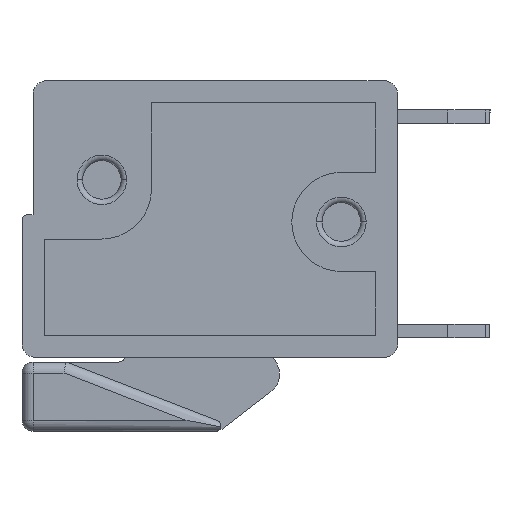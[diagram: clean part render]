
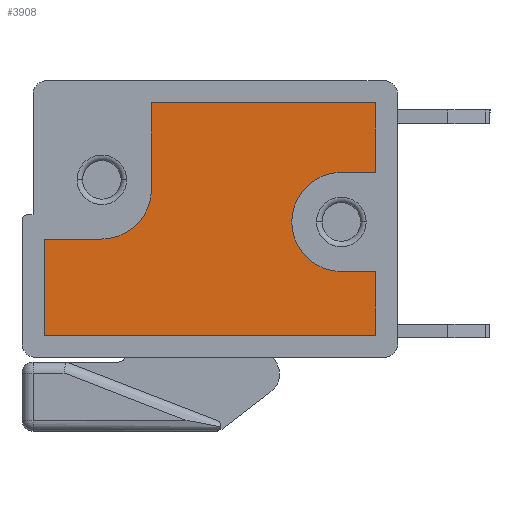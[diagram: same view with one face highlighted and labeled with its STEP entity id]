
A CAD part, left-side view. The second image highlights one B-rep face of the part: STEP entity #3908.
In plain terms, the highlighted face is planar.
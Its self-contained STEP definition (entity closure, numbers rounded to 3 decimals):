
#94 = AXIS2_PLACEMENT_3D ( 'NONE', #7781, #7700, #7674 ) ;
#140 = DIRECTION ( 'NONE',  ( 0., 1., 0. ) ) ;
#196 = CARTESIAN_POINT ( 'NONE',  ( -2.125, -4.225, -5.02 ) ) ;
#222 = VERTEX_POINT ( 'NONE', #6470 ) ;
#261 = CARTESIAN_POINT ( 'NONE',  ( 2.975, 0.105, -5.02 ) ) ;
#338 = EDGE_CURVE ( 'NONE', #3308, #5911, #611, .T. ) ;
#432 = EDGE_CURVE ( 'NONE', #7635, #4731, #7203, .T. ) ;
#581 = CIRCLE ( 'NONE', #1249, 1.8 ) ;
#607 = VECTOR ( 'NONE', #7732, 1000. ) ;
#611 = LINE ( 'NONE', #7708, #607 ) ;
#632 = CARTESIAN_POINT ( 'NONE',  ( 6.025, 1.905, -5.02 ) ) ;
#752 = EDGE_CURVE ( 'NONE', #4893, #1075, #5479, .T. ) ;
#1048 = LINE ( 'NONE', #1094, #4559 ) ;
#1075 = VERTEX_POINT ( 'NONE', #2323 ) ;
#1094 = CARTESIAN_POINT ( 'NONE',  ( 4.775, -1.695, -5.02 ) ) ;
#1249 = AXIS2_PLACEMENT_3D ( 'NONE', #4655, #4623, #4569 ) ;
#1306 = DIRECTION ( 'NONE',  ( 1., 0., 0. ) ) ;
#1337 = VECTOR ( 'NONE', #5433, 1000. ) ;
#1377 = VECTOR ( 'NONE', #1553, 1000. ) ;
#1434 = EDGE_CURVE ( 'NONE', #222, #2154, #3375, .T. ) ;
#1480 = VECTOR ( 'NONE', #3921, 1000. ) ;
#1553 = DIRECTION ( 'NONE',  ( -1., 0., 0. ) ) ;
#1610 = CIRCLE ( 'NONE', #94, 1.8 ) ;
#1800 = CARTESIAN_POINT ( 'NONE',  ( -2.125, -1.075, -5.02 ) ) ;
#1817 = CARTESIAN_POINT ( 'NONE',  ( 6.025, -4.225, -5.02 ) ) ;
#2029 = ORIENTED_EDGE ( 'NONE', *, *, #7947, .T. ) ;
#2042 = LINE ( 'NONE', #6472, #6748 ) ;
#2116 = CARTESIAN_POINT ( 'NONE',  ( 6.025, 4.225, -5.02 ) ) ;
#2154 = VERTEX_POINT ( 'NONE', #4064 ) ;
#2289 = VERTEX_POINT ( 'NONE', #8230 ) ;
#2323 = CARTESIAN_POINT ( 'NONE',  ( 4.775, -1.695, -5.02 ) ) ;
#2759 = AXIS2_PLACEMENT_3D ( 'NONE', #6586, #6665, #6463 ) ;
#2923 = VERTEX_POINT ( 'NONE', #2116 ) ;
#2936 = DIRECTION ( 'NONE',  ( -1., 0., 0. ) ) ;
#2952 = DIRECTION ( 'NONE',  ( 0., 0., -1. ) ) ;
#2962 = PLANE ( 'NONE',  #6844 ) ;
#2995 = CARTESIAN_POINT ( 'NONE',  ( 4.775, 1.905, -5.02 ) ) ;
#3001 = CARTESIAN_POINT ( 'NONE',  ( -3.925, -1.075, -5.02 ) ) ;
#3280 = EDGE_CURVE ( 'NONE', #2923, #7635, #3332, .T. ) ;
#3308 = VERTEX_POINT ( 'NONE', #4218 ) ;
#3332 = LINE ( 'NONE', #4106, #1337 ) ;
#3351 = CARTESIAN_POINT ( 'NONE',  ( -6.025, 0.725, -5.02 ) ) ;
#3375 = LINE ( 'NONE', #1817, #1377 ) ;
#3407 = EDGE_CURVE ( 'NONE', #2289, #222, #8184, .T. ) ;
#3863 = EDGE_CURVE ( 'NONE', #4523, #2923, #5162, .T. ) ;
#3908 = ADVANCED_FACE ( 'NONE', ( #7864 ), #2962, .T. ) ;
#3921 = DIRECTION ( 'NONE',  ( 1., 0., 0. ) ) ;
#4064 = CARTESIAN_POINT ( 'NONE',  ( -2.125, -4.225, -5.02 ) ) ;
#4075 = CARTESIAN_POINT ( 'NONE',  ( -6.025, 4.225, -5.02 ) ) ;
#4106 = CARTESIAN_POINT ( 'NONE',  ( 6.025, 4.225, -5.02 ) ) ;
#4218 = CARTESIAN_POINT ( 'NONE',  ( -3.925, 0.725, -5.02 ) ) ;
#4299 = ORIENTED_EDGE ( 'NONE', *, *, #752, .T. ) ;
#4333 = VERTEX_POINT ( 'NONE', #1800 ) ;
#4357 = EDGE_CURVE ( 'NONE', #1075, #2289, #1048, .T. ) ;
#4401 = ORIENTED_EDGE ( 'NONE', *, *, #3407, .T. ) ;
#4523 = VERTEX_POINT ( 'NONE', #6027 ) ;
#4559 = VECTOR ( 'NONE', #1306, 1000. ) ;
#4569 = DIRECTION ( 'NONE',  ( -1., 0., 0. ) ) ;
#4573 = DIRECTION ( 'NONE',  ( 0., -1., 0. ) ) ;
#4608 = VECTOR ( 'NONE', #140, 1000. ) ;
#4623 = DIRECTION ( 'NONE',  ( 0., 0., 1. ) ) ;
#4655 = CARTESIAN_POINT ( 'NONE',  ( -3.925, -1.075, -5.02 ) ) ;
#4682 = ORIENTED_EDGE ( 'NONE', *, *, #4357, .T. ) ;
#4697 = ORIENTED_EDGE ( 'NONE', *, *, #1434, .T. ) ;
#4731 = VERTEX_POINT ( 'NONE', #2995 ) ;
#4807 = LINE ( 'NONE', #196, #4608 ) ;
#4893 = VERTEX_POINT ( 'NONE', #261 ) ;
#4924 = VECTOR ( 'NONE', #4573, 1000. ) ;
#4930 = ORIENTED_EDGE ( 'NONE', *, *, #6758, .T. ) ;
#4981 = CARTESIAN_POINT ( 'NONE',  ( 6.025, -1.695, -5.02 ) ) ;
#5162 = LINE ( 'NONE', #4075, #1480 ) ;
#5433 = DIRECTION ( 'NONE',  ( 0., -1., 0. ) ) ;
#5479 = CIRCLE ( 'NONE', #2759, 1.8 ) ;
#5502 = ORIENTED_EDGE ( 'NONE', *, *, #7036, .T. ) ;
#5567 = ORIENTED_EDGE ( 'NONE', *, *, #432, .T. ) ;
#5732 = DIRECTION ( 'NONE',  ( 0., 1., 0. ) ) ;
#5876 = ORIENTED_EDGE ( 'NONE', *, *, #3280, .T. ) ;
#5911 = VERTEX_POINT ( 'NONE', #3351 ) ;
#5998 = ORIENTED_EDGE ( 'NONE', *, *, #3863, .T. ) ;
#6027 = CARTESIAN_POINT ( 'NONE',  ( -6.025, 4.225, -5.02 ) ) ;
#6266 = ORIENTED_EDGE ( 'NONE', *, *, #338, .T. ) ;
#6372 = ORIENTED_EDGE ( 'NONE', *, *, #7729, .T. ) ;
#6463 = DIRECTION ( 'NONE',  ( -1., 0., 0. ) ) ;
#6470 = CARTESIAN_POINT ( 'NONE',  ( 6.025, -4.225, -5.02 ) ) ;
#6472 = CARTESIAN_POINT ( 'NONE',  ( -6.025, 0.725, -5.02 ) ) ;
#6586 = CARTESIAN_POINT ( 'NONE',  ( 4.775, 0.105, -5.02 ) ) ;
#6665 = DIRECTION ( 'NONE',  ( 0., 0., 1. ) ) ;
#6748 = VECTOR ( 'NONE', #5732, 1000. ) ;
#6758 = EDGE_CURVE ( 'NONE', #2154, #4333, #4807, .T. ) ;
#6844 = AXIS2_PLACEMENT_3D ( 'NONE', #3001, #2952, #2936 ) ;
#6895 = EDGE_LOOP ( 'NONE', ( #2029, #6266, #6372, #5998, #5876, #5567, #5502, #4299, #4682, #4401, #4697, #4930 ) ) ;
#7007 = VECTOR ( 'NONE', #8252, 1000. ) ;
#7036 = EDGE_CURVE ( 'NONE', #4731, #4893, #1610, .T. ) ;
#7203 = LINE ( 'NONE', #8142, #7007 ) ;
#7635 = VERTEX_POINT ( 'NONE', #632 ) ;
#7674 = DIRECTION ( 'NONE',  ( -1., 0., 0. ) ) ;
#7700 = DIRECTION ( 'NONE',  ( 0., 0., 1. ) ) ;
#7708 = CARTESIAN_POINT ( 'NONE',  ( -3.925, 0.725, -5.02 ) ) ;
#7729 = EDGE_CURVE ( 'NONE', #5911, #4523, #2042, .T. ) ;
#7732 = DIRECTION ( 'NONE',  ( -1., 0., 0. ) ) ;
#7781 = CARTESIAN_POINT ( 'NONE',  ( 4.775, 0.105, -5.02 ) ) ;
#7864 = FACE_OUTER_BOUND ( 'NONE', #6895, .T. ) ;
#7947 = EDGE_CURVE ( 'NONE', #4333, #3308, #581, .T. ) ;
#8142 = CARTESIAN_POINT ( 'NONE',  ( 6.025, 1.905, -5.02 ) ) ;
#8184 = LINE ( 'NONE', #4981, #4924 ) ;
#8230 = CARTESIAN_POINT ( 'NONE',  ( 6.025, -1.695, -5.02 ) ) ;
#8252 = DIRECTION ( 'NONE',  ( -1., 0., 0. ) ) ;
